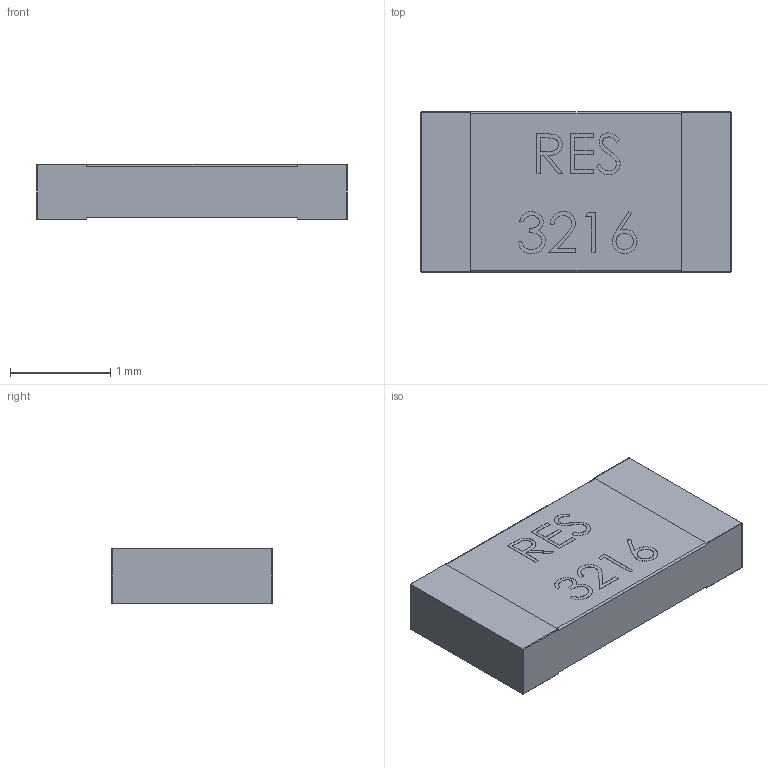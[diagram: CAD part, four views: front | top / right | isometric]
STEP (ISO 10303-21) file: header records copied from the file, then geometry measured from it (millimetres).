
FILE_DESCRIPTION (( 'STEP AP214' ), '1' );
FILE_NAME ('User Library-RESC3216X___.STEP', '2017-03-13T08:34:18', ( 'Windows User' ), ( '' ), 'SwSTEP 2.0', 'SolidWorks 2017', '' );
FILE_SCHEMA (( 'AUTOMOTIVE_DESIGN' ));
Length unit declared in the file: millimetre
Products named in the file (1): User Library-RESC3216X___
Bounding box: 3.1 x 1.6 x 0.55 mm (x, y, z)
Volume: 2.7 mm3; surface area: 21.9 mm2
Topology: 2 solids, 2 shells, 147 faces, 386 edges, 244 vertices
Faces by surface type: plane 72, bspline 49, cylinder 18, sphere 8
Entity records: 8510 total; most frequent: CARTESIAN_POINT 3587, ORIENTED_EDGE 756, DIRECTION 514, EDGE_CURVE 378, LINE 244, VERTEX_POINT 244, VECTOR 244, EDGE_LOOP 156
